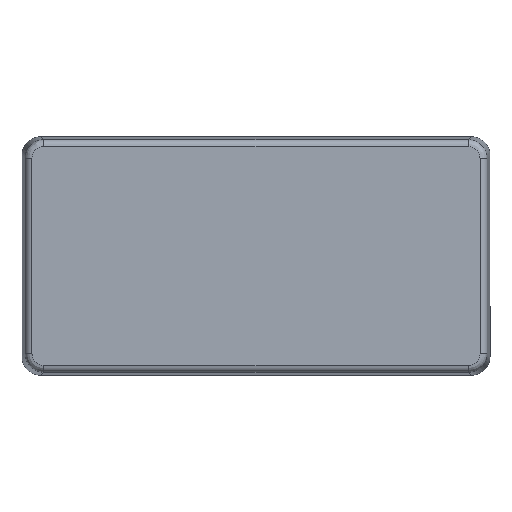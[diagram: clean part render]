
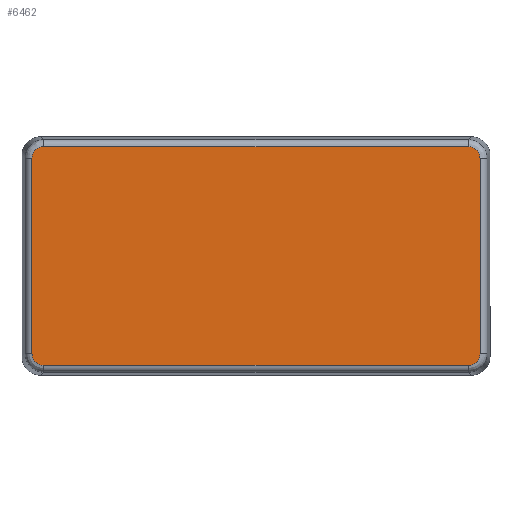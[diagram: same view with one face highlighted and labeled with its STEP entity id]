
A CAD part, front view. The second image highlights one B-rep face of the part: STEP entity #6462.
In plain terms, the highlighted face is planar.
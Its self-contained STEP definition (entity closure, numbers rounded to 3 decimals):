
#645=LINE('',#10038,#901);
#647=LINE('',#10104,#903);
#648=LINE('',#10109,#904);
#650=LINE('',#10172,#906);
#901=VECTOR('',#7873,91.606);
#903=VECTOR('',#7891,42.106);
#904=VECTOR('',#7896,42.106);
#906=VECTOR('',#7912,91.606);
#1134=ELLIPSE('',#6975,2.503,2.5);
#1135=ELLIPSE('',#6977,2.503,2.5);
#1138=ELLIPSE('',#6985,2.503,2.5);
#1139=ELLIPSE('',#6987,2.503,2.5);
#1199=PLANE('',#6996);
#1608=FACE_OUTER_BOUND('',#2072,.T.);
#2072=EDGE_LOOP('',(#4777,#4778,#4779,#4780,#4781,#4782,#4783,#4784));
#2878=VERTEX_POINT('',#10031);
#2881=VERTEX_POINT('',#10036);
#2882=VERTEX_POINT('',#10064);
#2885=VERTEX_POINT('',#10095);
#2886=VERTEX_POINT('',#10100);
#2889=VERTEX_POINT('',#10107);
#2890=VERTEX_POINT('',#10136);
#2893=VERTEX_POINT('',#10167);
#3591=EDGE_CURVE('',#2881,#2878,#645,.T.);
#3594=EDGE_CURVE('',#2878,#2882,#1134,.T.);
#3596=EDGE_CURVE('',#2885,#2881,#1135,.T.);
#3600=EDGE_CURVE('',#2882,#2886,#647,.T.);
#3602=EDGE_CURVE('',#2889,#2885,#648,.T.);
#3606=EDGE_CURVE('',#2886,#2890,#1138,.T.);
#3608=EDGE_CURVE('',#2893,#2889,#1139,.T.);
#3610=EDGE_CURVE('',#2890,#2893,#650,.T.);
#4777=ORIENTED_EDGE('',*,*,#3591,.F.);
#4778=ORIENTED_EDGE('',*,*,#3596,.F.);
#4779=ORIENTED_EDGE('',*,*,#3602,.F.);
#4780=ORIENTED_EDGE('',*,*,#3608,.F.);
#4781=ORIENTED_EDGE('',*,*,#3610,.F.);
#4782=ORIENTED_EDGE('',*,*,#3606,.F.);
#4783=ORIENTED_EDGE('',*,*,#3600,.F.);
#4784=ORIENTED_EDGE('',*,*,#3594,.F.);
#6462=ADVANCED_FACE('',(#1608),#1199,.F.);
#6975=AXIS2_PLACEMENT_3D('',#10068,#7878,#7879);
#6977=AXIS2_PLACEMENT_3D('',#10097,#7882,#7883);
#6985=AXIS2_PLACEMENT_3D('',#10140,#7902,#7903);
#6987=AXIS2_PLACEMENT_3D('',#10169,#7906,#7907);
#6996=AXIS2_PLACEMENT_3D('',#10192,#7933,#7934);
#7873=DIRECTION('',(1.,0.,0.));
#7878=DIRECTION('center_axis',(0.,0.,1.));
#7879=DIRECTION('ref_axis',(0.707,-0.707,0.));
#7882=DIRECTION('center_axis',(0.,0.,1.));
#7883=DIRECTION('ref_axis',(-0.707,-0.707,0.));
#7891=DIRECTION('',(0.,1.,0.));
#7896=DIRECTION('',(0.,-1.,0.));
#7902=DIRECTION('center_axis',(0.,0.,1.));
#7903=DIRECTION('ref_axis',(0.707,0.707,0.));
#7906=DIRECTION('center_axis',(0.,0.,1.));
#7907=DIRECTION('ref_axis',(-0.707,0.707,0.));
#7912=DIRECTION('',(-1.,0.,0.));
#7933=DIRECTION('center_axis',(0.,0.,1.));
#7934=DIRECTION('ref_axis',(1.,0.,0.));
#10031=CARTESIAN_POINT('',(45.803,-23.551,0.));
#10036=CARTESIAN_POINT('',(-45.803,-23.551,0.));
#10038=CARTESIAN_POINT('',(0.,-23.551,0.));
#10064=CARTESIAN_POINT('',(48.301,-21.053,0.));
#10068=CARTESIAN_POINT('Origin',(45.8,-21.05,0.));
#10095=CARTESIAN_POINT('',(-48.301,-21.053,0.));
#10097=CARTESIAN_POINT('Origin',(-45.8,-21.05,0.));
#10100=CARTESIAN_POINT('',(48.301,21.053,0.));
#10104=CARTESIAN_POINT('',(48.301,0.,0.));
#10107=CARTESIAN_POINT('',(-48.301,21.053,0.));
#10109=CARTESIAN_POINT('',(-48.301,0.,0.));
#10136=CARTESIAN_POINT('',(45.803,23.551,0.));
#10140=CARTESIAN_POINT('Origin',(45.8,21.05,0.));
#10167=CARTESIAN_POINT('',(-45.803,23.551,0.));
#10169=CARTESIAN_POINT('Origin',(-45.8,21.05,0.));
#10172=CARTESIAN_POINT('',(0.,23.551,0.));
#10192=CARTESIAN_POINT('Origin',(0.,0.,
0.));
